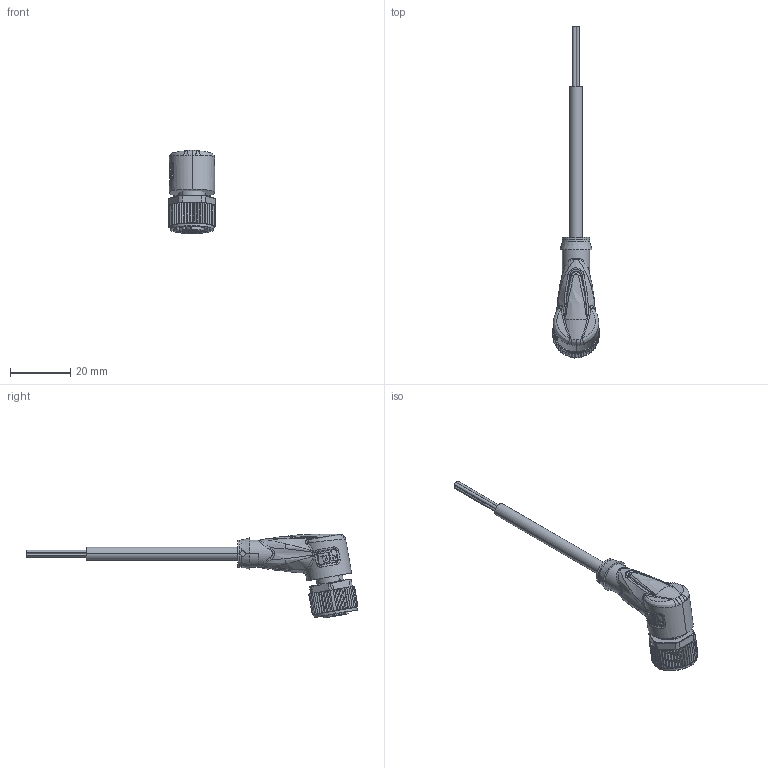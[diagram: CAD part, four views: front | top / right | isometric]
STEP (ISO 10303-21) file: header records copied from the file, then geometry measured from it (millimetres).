
FILE_DESCRIPTION(('STEP AP214'),'1');
FILE_NAME('cctmp_B6E409B4-1328-4499-896C-2EF70E703E64_2022_04_27_10_34_30_0941..stp','2022-04-27T08:34:36',('KiM GmbH'),('CADClick - www.CADClick.com'),'Spatial InterOp 3D postprocessed',' ','unknown authorization');
FILE_SCHEMA(('AUTOMOTIVE_DESIGN'));
Length unit declared in the file: millimetre
Products named in the file (7): T195607_1; Connection2; Cable; Connection1; Connection1_2; Connection1_1; T195607
Assembly tree (6 placements, depth 4):
  T195607
    T195607_1
      Connection2
      Cable
      Connection1
        Connection1_2
        Connection1_1
Bounding box: 15.4 x 109.86 x 27.75 mm (x, y, z)
Volume: 6802.5 mm3; surface area: 5118.5 mm2
Topology: 8 solids, 30 shells, 1123 faces, 2854 edges, 1796 vertices
Faces by surface type: plane 504, cylinder 247, torus 169, bspline 147, cone 56
Entity records: 51138 total; most frequent: CARTESIAN_POINT 21490, ORIENTED_EDGE 5654, DIRECTION 5110, EDGE_CURVE 2849, AXIS2_PLACEMENT_3D 1858, VERTEX_POINT 1796, LINE 1394, VECTOR 1394
